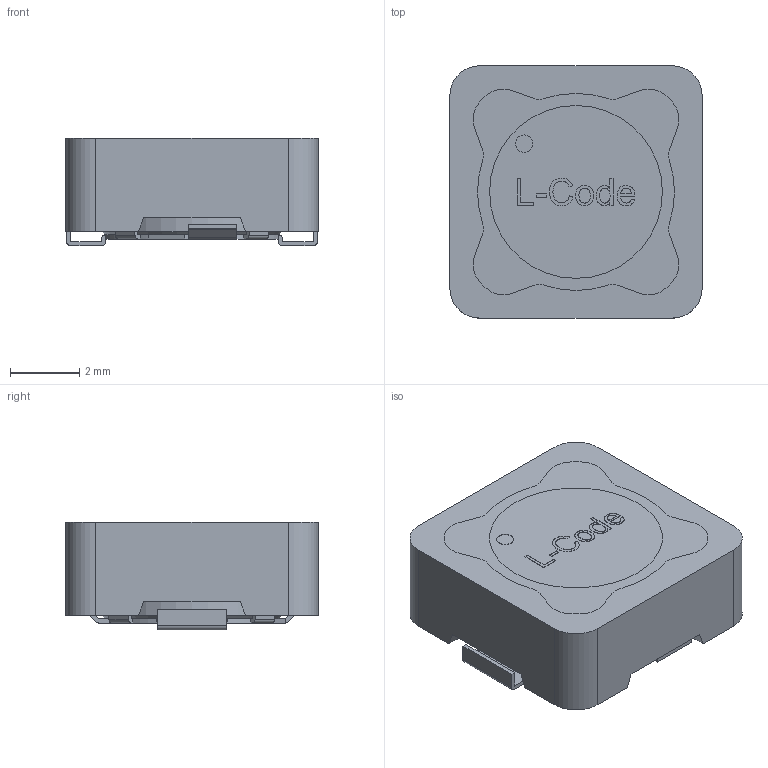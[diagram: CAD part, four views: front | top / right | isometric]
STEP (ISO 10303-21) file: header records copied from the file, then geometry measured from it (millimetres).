
FILE_DESCRIPTION(/* description */ ('Unknown'),/* implementation_level */ '2;1');
FILE_NAME(/* name */ '7332_m-base_744778xxx',/* time_stamp */ '2023-04-21T11:38:44+02:00',/* author */ ('Unknown'),/* organization */ ('Unknown'),/* preprocessor_version */ 'ST-DEVELOPER v16.7',/* originating_system */ 'Solid Edge',/* authorisation */ 'Unknown');
FILE_SCHEMA (('AUTOMOTIVE_DESIGN {1 0 10303 214 3 1 1}'));
Length unit declared in the file: millimetre
Products named in the file (5): 744778xxx; Ring; Core; Base; Glue
Assembly tree (4 placements, depth 2):
  744778xxx
    Ring
    Core
    Base
    Glue
Bounding box: 7.3 x 7.3 x 3.12 mm (x, y, z)
Volume: 96.9 mm3; surface area: 396.6 mm2
Topology: 5 solids, 5 shells, 278 faces, 761 edges, 500 vertices
Faces by surface type: plane 156, cylinder 90, cone 19, bspline 13
Full cylindrical faces by diameter (mm): 0.5 x1, 2.6 x1, 5.3 x3
Entity records: 9659 total; most frequent: CARTESIAN_POINT 2172, ORIENTED_EDGE 1480, DIRECTION 1424, EDGE_CURVE 740, VERTEX_POINT 498, AXIS2_PLACEMENT_3D 480, LINE 464, VECTOR 464
